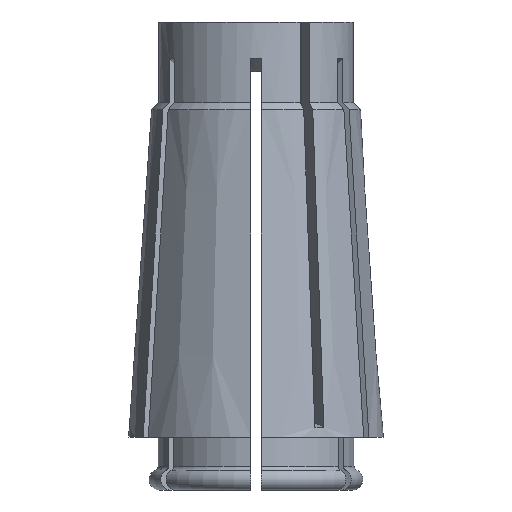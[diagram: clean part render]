
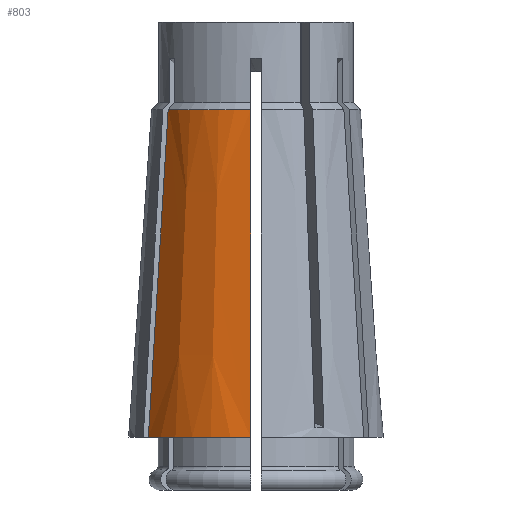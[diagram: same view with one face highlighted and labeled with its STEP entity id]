
A CAD part, front view. The second image highlights one B-rep face of the part: STEP entity #803.
In plain terms, the highlighted conical face has half-angle 4 degrees and reference radius 12.28 mm.
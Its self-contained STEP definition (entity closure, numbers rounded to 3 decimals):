
#127 = CARTESIAN_POINT ( 'NONE',  ( -0.5, -10.063, -8.476 ) ) ;
#223 = CARTESIAN_POINT ( 'NONE',  ( -8.465, -5.465, -8.476 ) ) ;
#271 = DIRECTION ( 'NONE',  ( 1., 0., 0. ) ) ;
#335 = ORIENTED_EDGE ( 'NONE', *, *, #3271, .F. ) ;
#447 = ORIENTED_EDGE ( 'NONE', *, *, #1714, .T. ) ;
#541 = CARTESIAN_POINT ( 'NONE',  ( -0.5, -12.078, -37.254 ) ) ;
#583 = FACE_OUTER_BOUND ( 'NONE', #2593, .T. ) ;
#595 = CARTESIAN_POINT ( 'NONE',  ( -0.5, -12.27, -40. ) ) ;
#787 = CARTESIAN_POINT ( 'NONE',  ( 0., 0., -40. ) ) ;
#803 = ADVANCED_FACE ( 'NONE', ( #583 ), #2198, .T. ) ;
#830 = DIRECTION ( 'NONE',  ( -1., 0., 0. ) ) ;
#844 = CARTESIAN_POINT ( 'NONE',  ( -0.5, -10.299, -11.835 ) ) ;
#901 = CARTESIAN_POINT ( 'NONE',  ( -0.5, -10.063, -8.476 ) ) ;
#1160 = B_SPLINE_CURVE_WITH_KNOTS ( 'NONE', 3,
 ( #595, #2672, #541, #1456, #2311, #2616, #1758, #844, #2349, #901 ),
 .UNSPECIFIED., .F., .F.,
 ( 4, 3, 3, 4 ),
 ( 0.018, 0.022, 0.045, 0.05 ),
 .UNSPECIFIED. ) ;
#1254 = CARTESIAN_POINT ( 'NONE',  ( -0.5, -12.27, -40. ) ) ;
#1325 = EDGE_CURVE ( 'NONE', #3562, #2139, #1160, .T. ) ;
#1456 = CARTESIAN_POINT ( 'NONE',  ( -0.5, -11.982, -35.881 ) ) ;
#1513 = VERTEX_POINT ( 'NONE', #1850 ) ;
#1696 = DIRECTION ( 'NONE',  ( 0., 0., 1. ) ) ;
#1714 = EDGE_CURVE ( 'NONE', #1513, #3562, #3479, .T. ) ;
#1758 = CARTESIAN_POINT ( 'NONE',  ( -0.5, -10.416, -13.515 ) ) ;
#1793 = AXIS2_PLACEMENT_3D ( 'NONE', #2305, #2601, #830 ) ;
#1795 = ORIENTED_EDGE ( 'NONE', *, *, #2368, .F. ) ;
#1850 = CARTESIAN_POINT ( 'NONE',  ( -10.376, -6.568, -40. ) ) ;
#1985 = CARTESIAN_POINT ( 'NONE',  ( -8.988, -5.766, -17.097 ) ) ;
#2139 = VERTEX_POINT ( 'NONE', #127 ) ;
#2198 = CONICAL_SURFACE ( 'NONE', #1793, 12.28, 0.07 ) ;
#2228 = DIRECTION ( 'NONE',  ( 1., 0., 0. ) ) ;
#2274 = CARTESIAN_POINT ( 'NONE',  ( -10.376, -6.568, -40. ) ) ;
#2305 = CARTESIAN_POINT ( 'NONE',  ( 0., 0., -40. ) ) ;
#2311 = CARTESIAN_POINT ( 'NONE',  ( -0.5, -11.46, -28.425 ) ) ;
#2349 = CARTESIAN_POINT ( 'NONE',  ( -0.5, -10.181, -10.156 ) ) ;
#2364 = B_SPLINE_CURVE_WITH_KNOTS ( 'NONE', 3,
 ( #2274, #3421, #3164, #1985, #2851, #2825, #2580 ),
 .UNSPECIFIED., .F., .F.,
 ( 4, 3, 4 ),
 ( 0., 0.023, 0.032 ),
 .UNSPECIFIED. ) ;
#2368 = EDGE_CURVE ( 'NONE', #2918, #2139, #3473, .T. ) ;
#2580 = CARTESIAN_POINT ( 'NONE',  ( -8.465, -5.465, -8.476 ) ) ;
#2593 = EDGE_LOOP ( 'NONE', ( #335, #447, #2687, #1795 ) ) ;
#2601 = DIRECTION ( 'NONE',  ( 0., 0., -1. ) ) ;
#2616 = CARTESIAN_POINT ( 'NONE',  ( -0.5, -10.938, -20.97 ) ) ;
#2672 = CARTESIAN_POINT ( 'NONE',  ( -0.5, -12.174, -38.627 ) ) ;
#2687 = ORIENTED_EDGE ( 'NONE', *, *, #1325, .T. ) ;
#2825 = CARTESIAN_POINT ( 'NONE',  ( -8.639, -5.565, -11.35 ) ) ;
#2851 = CARTESIAN_POINT ( 'NONE',  ( -8.814, -5.666, -14.224 ) ) ;
#2918 = VERTEX_POINT ( 'NONE', #223 ) ;
#3140 = DIRECTION ( 'NONE',  ( 0., 0., 1. ) ) ;
#3164 = CARTESIAN_POINT ( 'NONE',  ( -9.451, -6.034, -24.732 ) ) ;
#3185 = CARTESIAN_POINT ( 'NONE',  ( 0., 0., -8.476 ) ) ;
#3271 = EDGE_CURVE ( 'NONE', #1513, #2918, #2364, .T. ) ;
#3308 = AXIS2_PLACEMENT_3D ( 'NONE', #787, #3140, #2228 ) ;
#3349 = AXIS2_PLACEMENT_3D ( 'NONE', #3185, #1696, #271 ) ;
#3421 = CARTESIAN_POINT ( 'NONE',  ( -9.913, -6.301, -32.366 ) ) ;
#3473 = CIRCLE ( 'NONE', #3349, 10.076 ) ;
#3479 = CIRCLE ( 'NONE', #3308, 12.28 ) ;
#3562 = VERTEX_POINT ( 'NONE', #1254 ) ;
